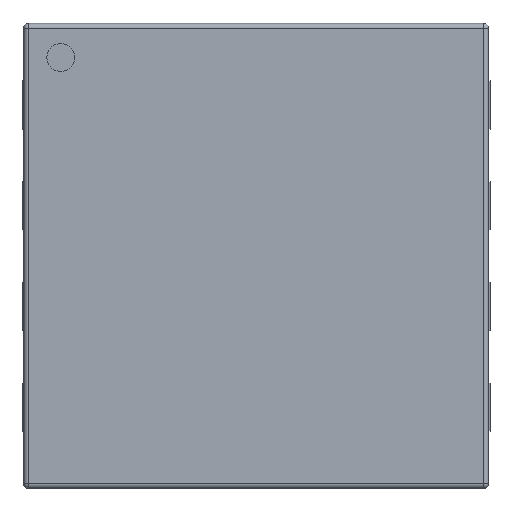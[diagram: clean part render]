
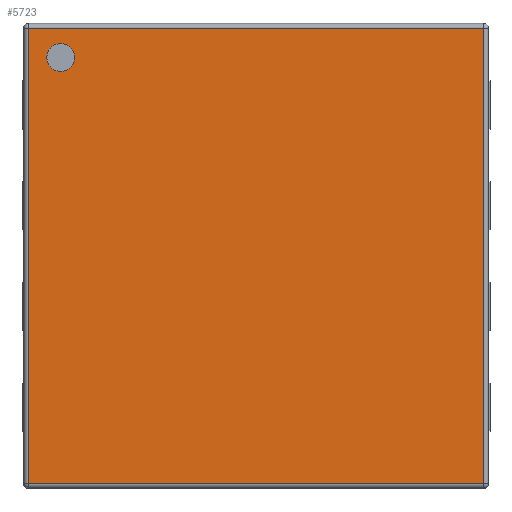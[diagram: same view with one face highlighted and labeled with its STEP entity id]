
A CAD part, top view. The second image highlights one B-rep face of the part: STEP entity #5723.
In plain terms, the highlighted planar face has unit normal (0, 0, 1).
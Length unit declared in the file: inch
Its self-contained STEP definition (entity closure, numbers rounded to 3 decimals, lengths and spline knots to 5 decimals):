
#1934 = CYLINDRICAL_SURFACE('',#1935,0.00118);
#1935 = AXIS2_PLACEMENT_3D('',#1936,#1937,#1938);
#1936 = CARTESIAN_POINT('',(-0.05787,-0.05906,
    0.03228));
#1937 = DIRECTION('',(0.,1.,0.));
#1938 = DIRECTION('',(-1.,0.,0.));
#4746 = VERTEX_POINT('',#4747);
#4747 = CARTESIAN_POINT('',(-0.05787,-0.05787,
    0.03346));
#4772 = EDGE_CURVE('',#4746,#4773,#4775,.T.);
#4773 = VERTEX_POINT('',#4774);
#4774 = CARTESIAN_POINT('',(-0.05787,0.05787,
    0.03346));
#4775 = SURFACE_CURVE('',#4776,(#4780,#4787),.PCURVE_S1.);
#4776 = LINE('',#4777,#4778);
#4777 = CARTESIAN_POINT('',(-0.05787,-0.05906,
    0.03346));
#4778 = VECTOR('',#4779,0.03937);
#4779 = DIRECTION('',(0.,1.,0.));
#4780 = PCURVE('',#1934,#4781);
#4781 = DEFINITIONAL_REPRESENTATION('',(#4782),#4786);
#4782 = LINE('',#4783,#4784);
#4783 = CARTESIAN_POINT('',(1.571,0.));
#4784 = VECTOR('',#4785,1.);
#4785 = DIRECTION('',(0.,1.));
#4786 = ( GEOMETRIC_REPRESENTATION_CONTEXT(2) 
PARAMETRIC_REPRESENTATION_CONTEXT() REPRESENTATION_CONTEXT('2D SPACE',''
  ) );
#4787 = PCURVE('',#4788,#4793);
#4788 = PLANE('',#4789);
#4789 = AXIS2_PLACEMENT_3D('',#4790,#4791,#4792);
#4790 = CARTESIAN_POINT('',(-0.05906,0.05906,
    0.03346));
#4791 = DIRECTION('',(0.,0.,1.));
#4792 = DIRECTION('',(1.,0.,0.));
#4793 = DEFINITIONAL_REPRESENTATION('',(#4794),#4798);
#4794 = LINE('',#4795,#4796);
#4795 = CARTESIAN_POINT('',(0.001,-0.118));
#4796 = VECTOR('',#4797,1.);
#4797 = DIRECTION('',(0.,1.));
#4798 = ( GEOMETRIC_REPRESENTATION_CONTEXT(2) 
PARAMETRIC_REPRESENTATION_CONTEXT() REPRESENTATION_CONTEXT('2D SPACE',''
  ) );
#5005 = CYLINDRICAL_SURFACE('',#5006,0.00118);
#5006 = AXIS2_PLACEMENT_3D('',#5007,#5008,#5009);
#5007 = CARTESIAN_POINT('',(-0.05906,0.05787,
    0.03228));
#5008 = DIRECTION('',(1.,0.,0.));
#5009 = DIRECTION('',(0.,1.,0.));
#5114 = CYLINDRICAL_SURFACE('',#5115,0.00118);
#5115 = AXIS2_PLACEMENT_3D('',#5116,#5117,#5118);
#5116 = CARTESIAN_POINT('',(0.05787,0.05906,
    0.03228));
#5117 = DIRECTION('',(0.,-1.,0.));
#5118 = DIRECTION('',(1.,0.,0.));
#5553 = CYLINDRICAL_SURFACE('',#5554,0.00118);
#5554 = AXIS2_PLACEMENT_3D('',#5555,#5556,#5557);
#5555 = CARTESIAN_POINT('',(0.05906,-0.05787,
    0.03228));
#5556 = DIRECTION('',(-1.,0.,0.));
#5557 = DIRECTION('',(0.,0.,1.));
#5723 = ADVANCED_FACE('',(#5724,#5794),#4788,.T.);
#5724 = FACE_BOUND('',#5725,.T.);
#5725 = EDGE_LOOP('',(#5726,#5749,#5750,#5773));
#5726 = ORIENTED_EDGE('',*,*,#5727,.F.);
#5727 = EDGE_CURVE('',#4773,#5728,#5730,.T.);
#5728 = VERTEX_POINT('',#5729);
#5729 = CARTESIAN_POINT('',(0.05787,0.05787,
    0.03346));
#5730 = SURFACE_CURVE('',#5731,(#5735,#5742),.PCURVE_S1.);
#5731 = LINE('',#5732,#5733);
#5732 = CARTESIAN_POINT('',(-0.05906,0.05787,
    0.03346));
#5733 = VECTOR('',#5734,0.03937);
#5734 = DIRECTION('',(1.,0.,0.));
#5735 = PCURVE('',#4788,#5736);
#5736 = DEFINITIONAL_REPRESENTATION('',(#5737),#5741);
#5737 = LINE('',#5738,#5739);
#5738 = CARTESIAN_POINT('',(0.,-0.001));
#5739 = VECTOR('',#5740,1.);
#5740 = DIRECTION('',(1.,0.));
#5741 = ( GEOMETRIC_REPRESENTATION_CONTEXT(2) 
PARAMETRIC_REPRESENTATION_CONTEXT() REPRESENTATION_CONTEXT('2D SPACE',''
  ) );
#5742 = PCURVE('',#5005,#5743);
#5743 = DEFINITIONAL_REPRESENTATION('',(#5744),#5748);
#5744 = LINE('',#5745,#5746);
#5745 = CARTESIAN_POINT('',(1.571,0.));
#5746 = VECTOR('',#5747,1.);
#5747 = DIRECTION('',(0.,1.));
#5748 = ( GEOMETRIC_REPRESENTATION_CONTEXT(2) 
PARAMETRIC_REPRESENTATION_CONTEXT() REPRESENTATION_CONTEXT('2D SPACE',''
  ) );
#5749 = ORIENTED_EDGE('',*,*,#4772,.F.);
#5750 = ORIENTED_EDGE('',*,*,#5751,.F.);
#5751 = EDGE_CURVE('',#5752,#4746,#5754,.T.);
#5752 = VERTEX_POINT('',#5753);
#5753 = CARTESIAN_POINT('',(0.05787,-0.05787,
    0.03346));
#5754 = SURFACE_CURVE('',#5755,(#5759,#5766),.PCURVE_S1.);
#5755 = LINE('',#5756,#5757);
#5756 = CARTESIAN_POINT('',(0.05906,-0.05787,
    0.03346));
#5757 = VECTOR('',#5758,0.03937);
#5758 = DIRECTION('',(-1.,0.,0.));
#5759 = PCURVE('',#4788,#5760);
#5760 = DEFINITIONAL_REPRESENTATION('',(#5761),#5765);
#5761 = LINE('',#5762,#5763);
#5762 = CARTESIAN_POINT('',(0.118,-0.117));
#5763 = VECTOR('',#5764,1.);
#5764 = DIRECTION('',(-1.,0.));
#5765 = ( GEOMETRIC_REPRESENTATION_CONTEXT(2) 
PARAMETRIC_REPRESENTATION_CONTEXT() REPRESENTATION_CONTEXT('2D SPACE',''
  ) );
#5766 = PCURVE('',#5553,#5767);
#5767 = DEFINITIONAL_REPRESENTATION('',(#5768),#5772);
#5768 = LINE('',#5769,#5770);
#5769 = CARTESIAN_POINT('',(-0.,0.));
#5770 = VECTOR('',#5771,1.);
#5771 = DIRECTION('',(-0.,1.));
#5772 = ( GEOMETRIC_REPRESENTATION_CONTEXT(2) 
PARAMETRIC_REPRESENTATION_CONTEXT() REPRESENTATION_CONTEXT('2D SPACE',''
  ) );
#5773 = ORIENTED_EDGE('',*,*,#5774,.F.);
#5774 = EDGE_CURVE('',#5728,#5752,#5775,.T.);
#5775 = SURFACE_CURVE('',#5776,(#5780,#5787),.PCURVE_S1.);
#5776 = LINE('',#5777,#5778);
#5777 = CARTESIAN_POINT('',(0.05787,0.05906,
    0.03346));
#5778 = VECTOR('',#5779,0.03937);
#5779 = DIRECTION('',(0.,-1.,0.));
#5780 = PCURVE('',#4788,#5781);
#5781 = DEFINITIONAL_REPRESENTATION('',(#5782),#5786);
#5782 = LINE('',#5783,#5784);
#5783 = CARTESIAN_POINT('',(0.117,0.));
#5784 = VECTOR('',#5785,1.);
#5785 = DIRECTION('',(0.,-1.));
#5786 = ( GEOMETRIC_REPRESENTATION_CONTEXT(2) 
PARAMETRIC_REPRESENTATION_CONTEXT() REPRESENTATION_CONTEXT('2D SPACE',''
  ) );
#5787 = PCURVE('',#5114,#5788);
#5788 = DEFINITIONAL_REPRESENTATION('',(#5789),#5793);
#5789 = LINE('',#5790,#5791);
#5790 = CARTESIAN_POINT('',(1.571,0.));
#5791 = VECTOR('',#5792,1.);
#5792 = DIRECTION('',(0.,1.));
#5793 = ( GEOMETRIC_REPRESENTATION_CONTEXT(2) 
PARAMETRIC_REPRESENTATION_CONTEXT() REPRESENTATION_CONTEXT('2D SPACE',''
  ) );
#5794 = FACE_BOUND('',#5795,.T.);
#5795 = EDGE_LOOP('',(#5796));
#5796 = ORIENTED_EDGE('',*,*,#5797,.F.);
#5797 = EDGE_CURVE('',#5798,#5798,#5800,.T.);
#5798 = VERTEX_POINT('',#5799);
#5799 = CARTESIAN_POINT('',(-0.04606,0.05039,
    0.03346));
#5800 = SURFACE_CURVE('',#5801,(#5806,#5813),.PCURVE_S1.);
#5801 = CIRCLE('',#5802,0.00354);
#5802 = AXIS2_PLACEMENT_3D('',#5803,#5804,#5805);
#5803 = CARTESIAN_POINT('',(-0.04961,0.05039,
    0.03346));
#5804 = DIRECTION('',(0.,0.,1.));
#5805 = DIRECTION('',(1.,0.,0.));
#5806 = PCURVE('',#4788,#5807);
#5807 = DEFINITIONAL_REPRESENTATION('',(#5808),#5812);
#5808 = CIRCLE('',#5809,0.00354);
#5809 = AXIS2_PLACEMENT_2D('',#5810,#5811);
#5810 = CARTESIAN_POINT('',(0.009,-0.009));
#5811 = DIRECTION('',(1.,0.));
#5812 = ( GEOMETRIC_REPRESENTATION_CONTEXT(2) 
PARAMETRIC_REPRESENTATION_CONTEXT() REPRESENTATION_CONTEXT('2D SPACE',''
  ) );
#5813 = PCURVE('',#5814,#5819);
#5814 = CYLINDRICAL_SURFACE('',#5815,0.00354);
#5815 = AXIS2_PLACEMENT_3D('',#5816,#5817,#5818);
#5816 = CARTESIAN_POINT('',(-0.04961,0.05039,
    0.03346));
#5817 = DIRECTION('',(0.,0.,1.));
#5818 = DIRECTION('',(1.,0.,0.));
#5819 = DEFINITIONAL_REPRESENTATION('',(#5820),#5824);
#5820 = LINE('',#5821,#5822);
#5821 = CARTESIAN_POINT('',(0.,0.));
#5822 = VECTOR('',#5823,1.);
#5823 = DIRECTION('',(1.,0.));
#5824 = ( GEOMETRIC_REPRESENTATION_CONTEXT(2) 
PARAMETRIC_REPRESENTATION_CONTEXT() REPRESENTATION_CONTEXT('2D SPACE',''
  ) );
